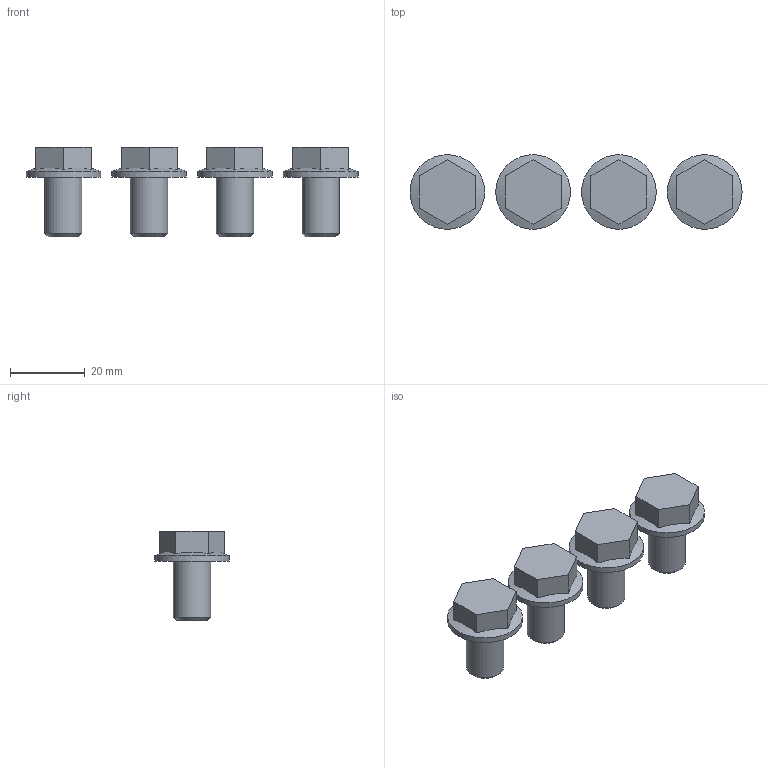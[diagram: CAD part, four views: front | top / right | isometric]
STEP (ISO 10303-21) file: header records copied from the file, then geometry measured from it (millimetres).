
FILE_DESCRIPTION(/* description */ ('STEP AP214'),/* implementation_level */ '2;1');
FILE_NAME(/* name */ '1355026_DAMD-PS-M10-16-R1',/* time_stamp */ '2024-08-13T14:32:04+02:00',/* author */ ('License CC BY-ND 4.0'),/* organization */ ('CADENAS'),/* preprocessor_version */ 'ST-DEVELOPER v19.3',/* originating_system */ 'PARTsolutions',/* authorisation */ ' ');
FILE_SCHEMA (('AUTOMOTIVE_DESIGN {1 0 10303 214 3 1 1}'));
Length unit declared in the file: millimetre
Products named in the file (2): 1355026 DAMD-PS-M10-16-R1; 1355026 DAMD-PS-M10-16-R1---(part)
Assembly tree (4 placements, depth 2):
  1355026 DAMD-PS-M10-16-R1
    1355026 DAMD-PS-M10-16-R1---(part)  x4
Bounding box: 89 x 20 x 24 mm (x, y, z)
Volume: 12109.6 mm3; surface area: 6051.5 mm2
Topology: 4 solids, 4 shells, 52 faces, 108 edges, 68 vertices
Faces by surface type: plane 36, cone 8, cylinder 8
Full cylindrical faces by diameter (mm): 10 x4, 20 x4
Entity records: 407 total; most frequent: CARTESIAN_POINT 82, DIRECTION 58, ORIENTED_EDGE 46, EDGE_CURVE 23, AXIS2_PLACEMENT_3D 23, EDGE_LOOP 18, FACE_BOUND 18, VERTEX_POINT 17
